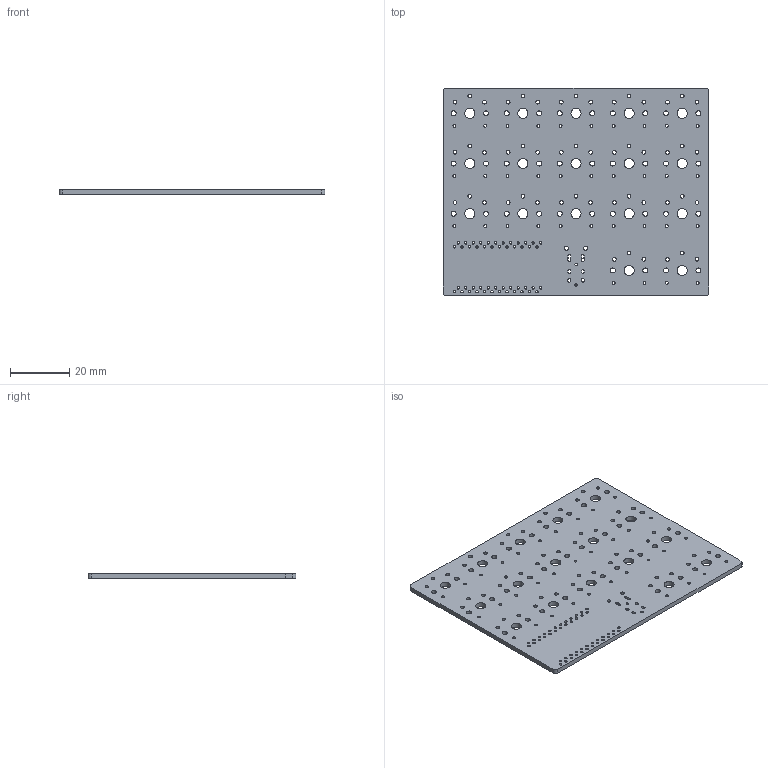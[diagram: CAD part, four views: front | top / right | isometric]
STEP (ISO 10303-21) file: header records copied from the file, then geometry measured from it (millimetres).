
FILE_DESCRIPTION(('KiCad electronic assembly'),'2;1');
FILE_NAME('orthodox_v2.step','2021-11-30T03:34:28',('An Author'),( 'A Company'),'Open CASCADE STEP processor 7.5', 'KiCad to STEP converter','Unknown');
FILE_SCHEMA(('AUTOMOTIVE_DESIGN { 1 0 10303 214 1 1 1 1 }'));
Length unit declared in the file: millimetre
Products named in the file (2): Open CASCADE STEP translator 7.5 1; COMPOUND
Assembly tree (1 placements, depth 2):
  Open CASCADE STEP translator 7.5 1
    COMPOUND
Bounding box: 90 x 70.31 x 1.6 mm (x, y, z)
Volume: 9544.2 mm3; surface area: 13778.9 mm2
Topology: 1 solids, 1 shells, 238 faces, 708 edges, 472 vertices
Faces by surface type: cylinder 212, plane 26
Full cylindrical faces by diameter (mm): 0.8 x2, 0.813 x48, 0.991 x34, 1.27 x51, 1.3 x2, 1.702 x34, 3.429 x17
Entity records: 18255 total; most frequent: DIRECTION 3020, CARTESIAN_POINT 2844, ORIENTED_EDGE 1416, PCURVE 1416, DEFINITIONAL_REPRESENTATION 1416, LINE 1268, VECTOR 1268, CIRCLE 848
